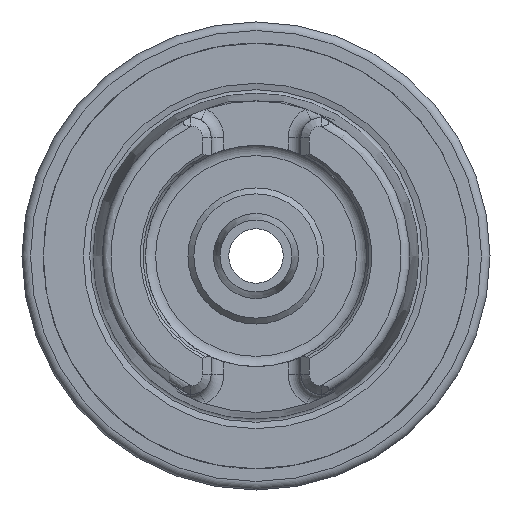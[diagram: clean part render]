
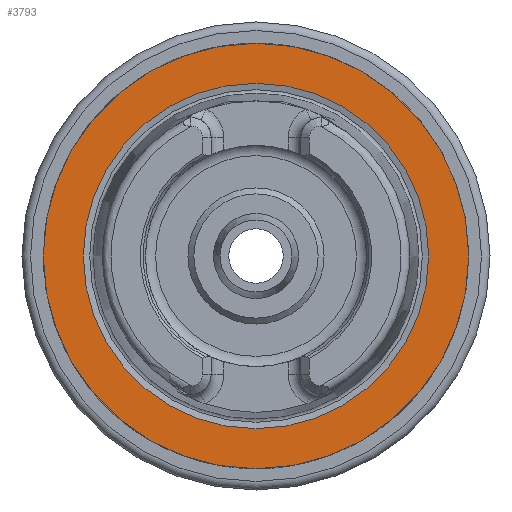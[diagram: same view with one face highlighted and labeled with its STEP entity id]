
A CAD part, left-side view. The second image highlights one B-rep face of the part: STEP entity #3793.
In plain terms, the highlighted planar face has unit normal (-1, 0, 0).
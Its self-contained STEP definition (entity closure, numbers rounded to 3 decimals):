
#3306=CARTESIAN_POINT('',(0.0,25.,0.0));
#3307=VERTEX_POINT('',#3306);
#3308=CARTESIAN_POINT('',(0.0,0.0,0.0));
#3309=DIRECTION('',(1.0,0.0,0.0));
#3310=DIRECTION('',(0.0,1.0,0.0));
#3311=AXIS2_PLACEMENT_3D('',#3308,#3309,#3310);
#3312=CIRCLE('',#3311,25.);
#3313=EDGE_CURVE('',#3307,#3307,#3312,.T.);
#3767=CARTESIAN_POINT('',(0.0,20.296,0.0));
#3768=VERTEX_POINT('',#3767);
#3769=CARTESIAN_POINT('',(0.0,0.0,0.0));
#3770=DIRECTION('',(1.0,0.0,0.0));
#3771=DIRECTION('',(0.0,1.0,0.0));
#3772=AXIS2_PLACEMENT_3D('',#3769,#3770,#3771);
#3773=CIRCLE('',#3772,20.296);
#3774=EDGE_CURVE('',#3768,#3768,#3773,.T.);
#3782=CARTESIAN_POINT('',(0.0,22.648,0.0));
#3783=DIRECTION('',(-1.0,0.0,0.0));
#3784=DIRECTION('',(0.0,0.0,1.0));
#3785=AXIS2_PLACEMENT_3D('',#3782,#3783,#3784);
#3786=PLANE('',#3785);
#3787=ORIENTED_EDGE('',*,*,#3313,.F.);
#3788=EDGE_LOOP('',(#3787));
#3789=FACE_OUTER_BOUND('',#3788,.T.);
#3790=ORIENTED_EDGE('',*,*,#3774,.T.);
#3791=EDGE_LOOP('',(#3790));
#3792=FACE_BOUND('',#3791,.T.);
#3793=ADVANCED_FACE('',(#3789,#3792),#3786,.T.);
